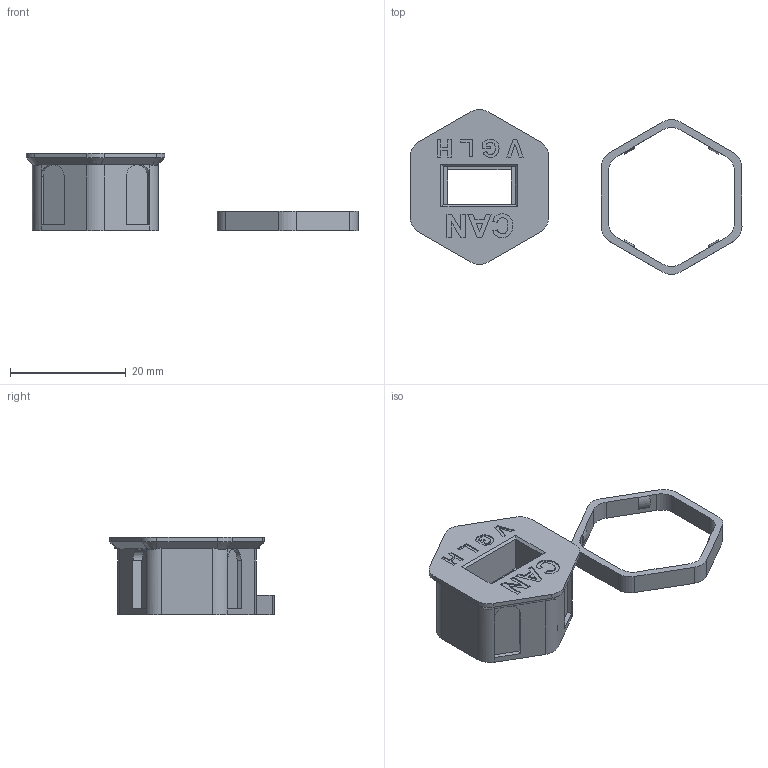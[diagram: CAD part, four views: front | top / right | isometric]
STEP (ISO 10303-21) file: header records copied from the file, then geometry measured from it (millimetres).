
FILE_DESCRIPTION(/* description */ (''),/* implementation_level */ '2;1');
FILE_NAME(/* name */ 'Skirt JST 2,54 4Pin v3.step',/* time_stamp */ '2025-11-08T19:20:38+03:00',/* author */ (''),/* organization */ (''),/* preprocessor_version */ 'ST-DEVELOPER v20.1',/* originating_system */ 'Autodesk Translation Framework v14.17.0.0',/* authorisation */ '');
FILE_SCHEMA (('AUTOMOTIVE_DESIGN { 1 0 10303 214 3 1 1 }'));
Length unit declared in the file: millimetre
Products named in the file (2): Skirt USB - No Markings; lock v1
Assembly tree (1 placements, depth 2):
  Skirt USB - No Markings
    lock v1
Bounding box: 57.45 x 28.51 x 13.4 mm (x, y, z)
Volume: 4684.7 mm3; surface area: 3141.7 mm2
Topology: 2 solids, 2 shells, 224 faces, 596 edges, 384 vertices
Faces by surface type: plane 148, cylinder 36, bspline 34, cone 6
Entity records: 7273 total; most frequent: CARTESIAN_POINT 1833, ORIENTED_EDGE 1192, DIRECTION 982, EDGE_CURVE 596, LINE 444, VECTOR 444, VERTEX_POINT 384, AXIS2_PLACEMENT_3D 269
